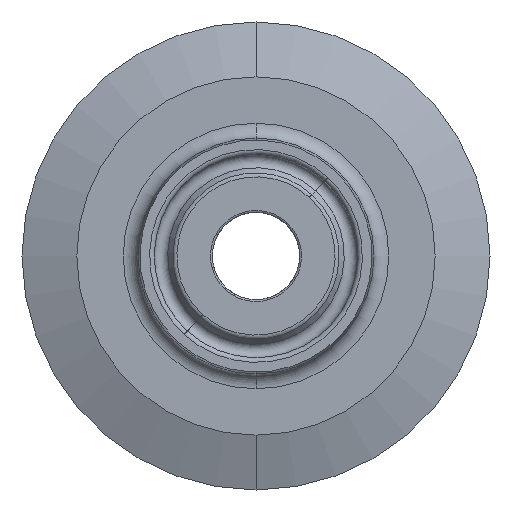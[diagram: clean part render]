
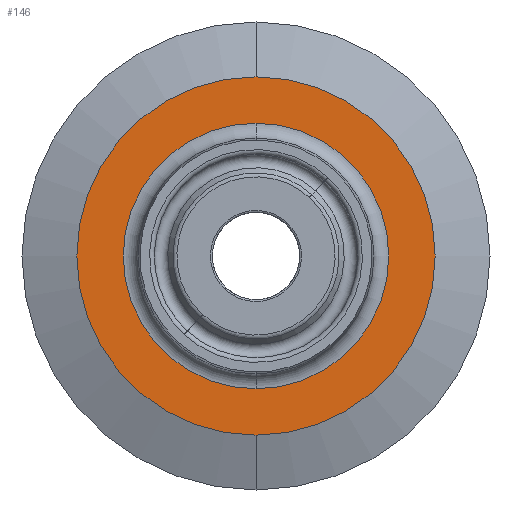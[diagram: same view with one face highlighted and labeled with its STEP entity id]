
A CAD part, front view. The second image highlights one B-rep face of the part: STEP entity #146.
In plain terms, the highlighted planar face has unit normal (0, -1, 0).
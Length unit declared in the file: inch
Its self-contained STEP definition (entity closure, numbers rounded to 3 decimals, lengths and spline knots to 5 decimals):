
#7 = VERTEX_POINT ( 'NONE', #1002 ) ;
#14 = FACE_BOUND ( 'NONE', #1316, .T. ) ;
#80 = DIRECTION ( 'NONE',  ( 0., 0., 1. ) ) ;
#146 = ADVANCED_FACE ( 'NONE', ( #14, #1713 ), #1411, .F. ) ;
#204 = CIRCLE ( 'NONE', #963, 0.56299 ) ;
#263 = VERTEX_POINT ( 'NONE', #1473 ) ;
#351 = DIRECTION ( 'NONE',  ( 0., 1., 0. ) ) ;
#375 = CARTESIAN_POINT ( 'NONE',  ( 0., 0., -0.56299 ) ) ;
#446 = DIRECTION ( 'NONE',  ( 0., 0., 1. ) ) ;
#465 = DIRECTION ( 'NONE',  ( 0., 1., 0. ) ) ;
#478 = CARTESIAN_POINT ( 'NONE',  ( 0., 0., 0. ) ) ;
#492 = CARTESIAN_POINT ( 'NONE',  ( 0.48228, 0., 0. ) ) ;
#612 = DIRECTION ( 'NONE',  ( 0., 0., 1. ) ) ;
#666 = AXIS2_PLACEMENT_3D ( 'NONE', #492, #1168, #612 ) ;
#709 = CARTESIAN_POINT ( 'NONE',  ( 0., 0., 0. ) ) ;
#773 = CIRCLE ( 'NONE', #839, 0.75956 ) ;
#778 = ORIENTED_EDGE ( 'NONE', *, *, #855, .T. ) ;
#781 = AXIS2_PLACEMENT_3D ( 'NONE', #1624, #1470, #1351 ) ;
#783 = CARTESIAN_POINT ( 'NONE',  ( 0., 0., 0.75956 ) ) ;
#787 = EDGE_CURVE ( 'NONE', #1616, #7, #886, .T. ) ;
#818 = CIRCLE ( 'NONE', #901, 0.75956 ) ;
#839 = AXIS2_PLACEMENT_3D ( 'NONE', #709, #849, #446 ) ;
#849 = DIRECTION ( 'NONE',  ( 0., 1., 0. ) ) ;
#855 = EDGE_CURVE ( 'NONE', #7, #1616, #204, .T. ) ;
#886 = CIRCLE ( 'NONE', #781, 0.56299 ) ;
#901 = AXIS2_PLACEMENT_3D ( 'NONE', #478, #351, #80 ) ;
#943 = ORIENTED_EDGE ( 'NONE', *, *, #787, .T. ) ;
#963 = AXIS2_PLACEMENT_3D ( 'NONE', #974, #465, #1393 ) ;
#974 = CARTESIAN_POINT ( 'NONE',  ( 0., 0., 0. ) ) ;
#1002 = CARTESIAN_POINT ( 'NONE',  ( 0., 0., 0.56299 ) ) ;
#1013 = EDGE_CURVE ( 'NONE', #263, #1672, #818, .T. ) ;
#1168 = DIRECTION ( 'NONE',  ( 0., 1., 0. ) ) ;
#1251 = ORIENTED_EDGE ( 'NONE', *, *, #1013, .F. ) ;
#1316 = EDGE_LOOP ( 'NONE', ( #778, #943 ) ) ;
#1351 = DIRECTION ( 'NONE',  ( 0., 0., 1. ) ) ;
#1393 = DIRECTION ( 'NONE',  ( 0., 0., 1. ) ) ;
#1411 = PLANE ( 'NONE',  #666 ) ;
#1433 = EDGE_CURVE ( 'NONE', #1672, #263, #773, .T. ) ;
#1470 = DIRECTION ( 'NONE',  ( 0., 1., 0. ) ) ;
#1473 = CARTESIAN_POINT ( 'NONE',  ( 0., 0., -0.75956 ) ) ;
#1616 = VERTEX_POINT ( 'NONE', #375 ) ;
#1624 = CARTESIAN_POINT ( 'NONE',  ( 0., 0., 0. ) ) ;
#1672 = VERTEX_POINT ( 'NONE', #783 ) ;
#1674 = EDGE_LOOP ( 'NONE', ( #1696, #1251 ) ) ;
#1696 = ORIENTED_EDGE ( 'NONE', *, *, #1433, .F. ) ;
#1713 = FACE_OUTER_BOUND ( 'NONE', #1674, .T. ) ;
